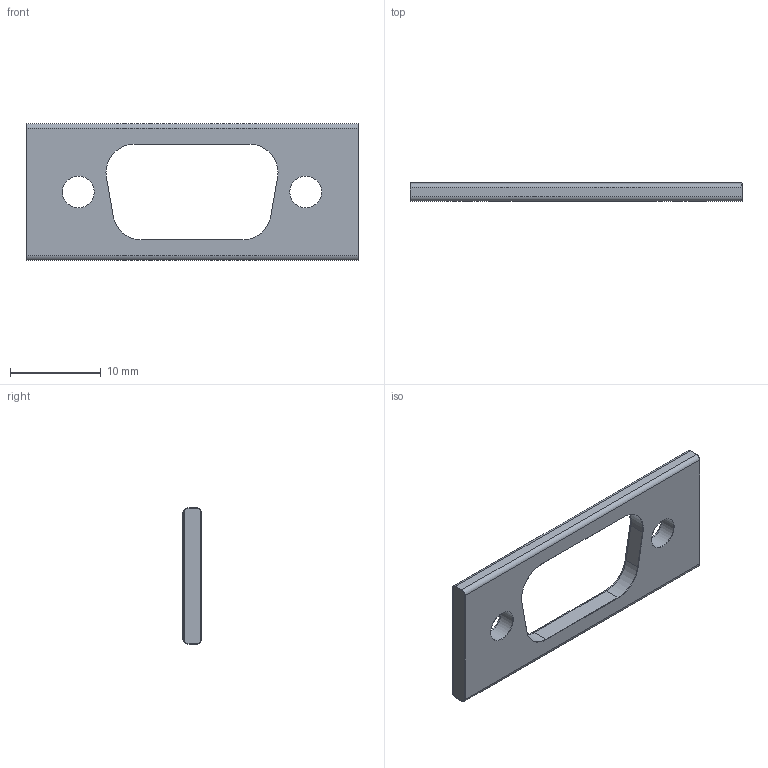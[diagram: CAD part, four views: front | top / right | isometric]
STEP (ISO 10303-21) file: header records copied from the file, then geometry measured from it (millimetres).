
FILE_DESCRIPTION( ( 'Unknown' ), '1' );
FILE_NAME( '34150209.stp', 'Unknown', ( 'Unknown' ), ( 'Unknown' ), 'XStep 1.0', 'Unknown', ' ' );
FILE_SCHEMA( ( 'automotive_design' ) );
Length unit declared in the file: millimetre
Products named in the file (1): 1
Bounding box: 36.5 x 2.02 x 15 mm (x, y, z)
Volume: 686.6 mm3; surface area: 1018.1 mm2
Topology: 1 solids, 1 shells, 70 faces, 178 edges, 118 vertices
Faces by surface type: plane 40, cylinder 30
Full cylindrical faces by diameter (mm): 3.5 x4, 3.51 x2
Entity records: 2666 total; most frequent: DIRECTION 372, CARTESIAN_POINT 357, ORIENTED_EDGE 340, EDGE_CURVE 170, AXIS2_PLACEMENT_3D 131, VERTEX_POINT 116, LINE 110, VECTOR 110
